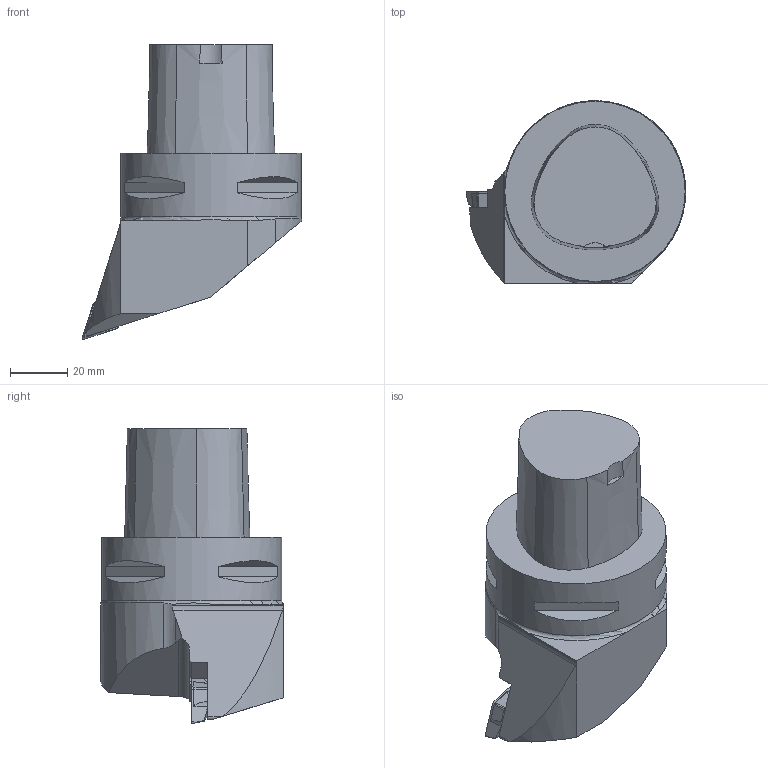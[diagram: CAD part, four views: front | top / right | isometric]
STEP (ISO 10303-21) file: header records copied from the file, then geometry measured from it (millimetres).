
FILE_DESCRIPTION(/* description */ (''),/* implementation_level */ '2;1');
FILE_NAME(/* name */ '1717060546546.stp',/* time_stamp */ '2024-05-30T11:15:50+02:00',/* author */ (''),/* organization */ ('SMS'),/* preprocessor_version */ 'ST-DEVELOPER v16.7',/* originating_system */ 'SIEMENS PLM Software NX 12.0',/* authorisation */ '');
FILE_SCHEMA (('AUTOMOTIVE_DESIGN { 1 0 10303 214 3 1 1 1 }'));
Length unit declared in the file: millimetre
Products named in the file (4): ASSEMBLY_CONSTRUCTION; 205333315mod000_00; 205342265mod000_00; 205342266mod000_00
Assembly tree (3 placements, depth 2):
  205342266mod000_00
    205342265mod000_00
    205333315mod000_00
    ASSEMBLY_CONSTRUCTION
Bounding box: 76.75 x 63.75 x 103 mm (x, y, z)
Volume: 210209.9 mm3; surface area: 22975.7 mm2
Topology: 2 solids, 2 shells, 92 faces, 241 edges, 164 vertices
Faces by surface type: plane 50, cylinder 19, cone 10, extrusion 8, bspline 4, torus 1
Full cylindrical faces by diameter (mm): 3.7 x1, 63 x1
Entity records: 3271 total; most frequent: CARTESIAN_POINT 879, ORIENTED_EDGE 468, DIRECTION 461, EDGE_CURVE 234, AXIS2_PLACEMENT_3D 162, VERTEX_POINT 154, VECTOR 137, LINE 129
